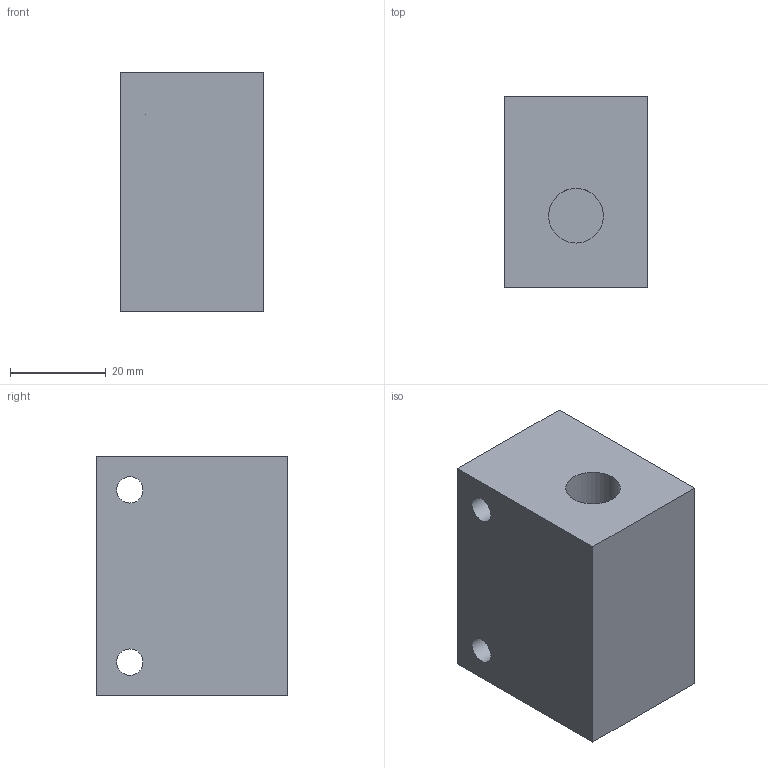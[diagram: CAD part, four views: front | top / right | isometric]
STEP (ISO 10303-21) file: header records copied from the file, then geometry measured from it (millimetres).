
FILE_DESCRIPTION (( 'STEP AP214' ), '1' );
FILE_NAME ('SE-14_Airtec.step', '2018-11-27T14:16:23', ( '' ), ( '' ), 'SwSTEP 2.0', 'SolidWorks 2010', '' );
FILE_SCHEMA (( 'AUTOMOTIVE_DESIGN' ));
Length unit declared in the file: millimetre
Products named in the file (1): SE-14_Airtec
Bounding box: 30 x 40 x 50 mm (x, y, z)
Volume: 54513 mm3; surface area: 11600 mm2
Topology: 1 solids, 1 shells, 84 faces, 228 edges, 152 vertices
Faces by surface type: plane 79, cylinder 5
Full cylindrical faces by diameter (mm): 5.5 x2, 11.445 x2, 14.95 x1
Entity records: 2619 total; most frequent: CARTESIAN_POINT 460, ORIENTED_EDGE 446, DIRECTION 403, EDGE_CURVE 223, LINE 213, VECTOR 213, VERTEX_POINT 152, EDGE_LOOP 99
